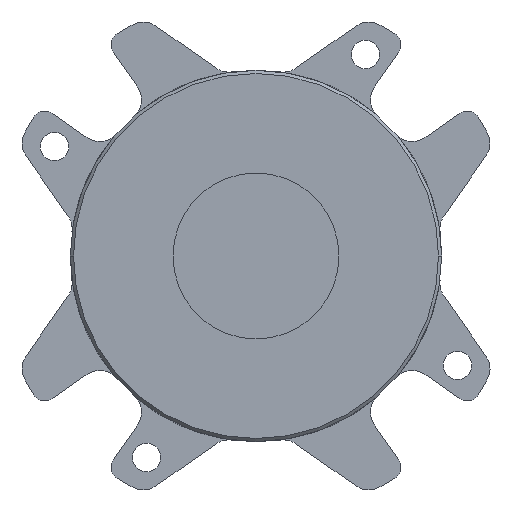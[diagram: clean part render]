
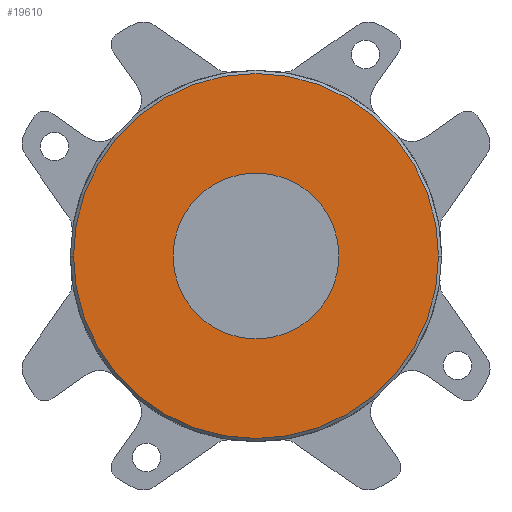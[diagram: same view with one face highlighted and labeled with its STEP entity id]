
A CAD part, left-side view. The second image highlights one B-rep face of the part: STEP entity #19610.
In plain terms, the highlighted planar face has unit normal (-1, 0, 0).
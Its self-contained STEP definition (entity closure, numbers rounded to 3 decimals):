
#100=CARTESIAN_POINT('',(0.,-19.,0.));
#110=VERTEX_POINT('',#100);
#160=CARTESIAN_POINT('',(0.,0.,0.));
#170=DIRECTION('',(-1.,0.,0.));
#180=DIRECTION('',(0.,1.,0.));
#190=AXIS2_PLACEMENT_3D('',#160,#170,#180);
#200=CIRCLE('',#190,19.);
#210=CARTESIAN_POINT('',(0.,19.,0.));
#220=VERTEX_POINT('',#210);
#230=EDGE_CURVE('',#220,#110,#200,.T.);
#590=CARTESIAN_POINT('',(0.,-41.793,0.));
#600=VERTEX_POINT('',#590);
#780=CARTESIAN_POINT('',(0.,41.793,
0.));
#790=VERTEX_POINT('',#780);
#820=CARTESIAN_POINT('',(0.,0.,0.));
#830=DIRECTION('',(-1.,0.,0.));
#840=DIRECTION('',(0.,1.,0.));
#850=AXIS2_PLACEMENT_3D('',#820,#830,#840);
#860=CIRCLE('',#850,41.793);
#870=EDGE_CURVE('',#790,#600,#860,.T.);
#19460=CARTESIAN_POINT('',(0.,30.396,0.));
#19470=DIRECTION('',(-1.,0.,0.));
#19480=DIRECTION('',(0.,1.,0.));
#19490=AXIS2_PLACEMENT_3D('',#19460,#19470,#19480);
#19500=PLANE('',#19490);
#19510=ORIENTED_EDGE('',*,*,#230,.F.);
#19520=EDGE_CURVE('',#110,#220,#200,.T.);
#19530=ORIENTED_EDGE('',*,*,#19520,.F.);
#19540=EDGE_LOOP('',(#19530,#19510));
#19550=FACE_BOUND('',#19540,.T.);
#19560=EDGE_CURVE('',#600,#790,#860,.T.);
#19570=ORIENTED_EDGE('',*,*,#19560,.T.);
#19580=ORIENTED_EDGE('',*,*,#870,.T.);
#19590=EDGE_LOOP('',(#19580,#19570));
#19600=FACE_OUTER_BOUND('',#19590,.T.);
#19610=ADVANCED_FACE('',(#19550,#19600),#19500,.T.);
